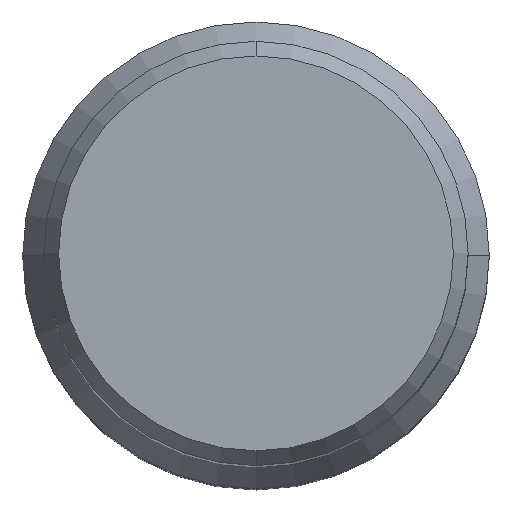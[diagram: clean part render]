
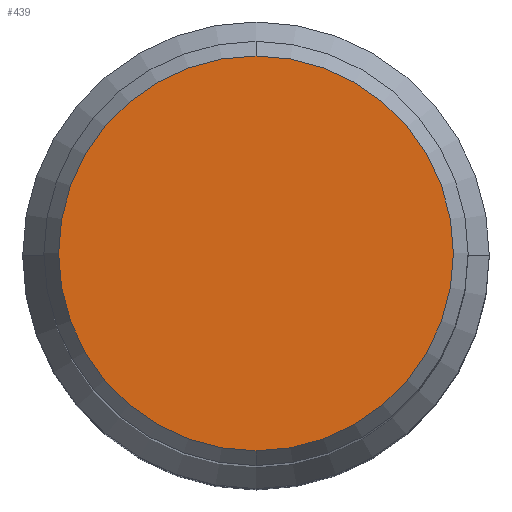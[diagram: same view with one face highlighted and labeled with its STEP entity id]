
A CAD part, top view. The second image highlights one B-rep face of the part: STEP entity #439.
In plain terms, the highlighted planar face has unit normal (0, 0, 1).
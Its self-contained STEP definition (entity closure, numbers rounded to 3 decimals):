
#297=VERTEX_POINT('',#664);
#439=ADVANCED_FACE('',(#821),#822,.T.);
#501=EDGE_CURVE('',#535,#297,#892,.T.);
#507=EDGE_CURVE('',#297,#535,#898,.T.);
#535=VERTEX_POINT('',#933);
#664=CARTESIAN_POINT('',(0.0,9.307,0.0));
#821=FACE_OUTER_BOUND('',#1533,.T.);
#822=PLANE('',#1534);
#892=CIRCLE('',#1719,9.307);
#898=CIRCLE('',#1727,9.307);
#933=CARTESIAN_POINT('',(0.,-9.307,0.0));
#1533=EDGE_LOOP('',(#2086,#2087));
#1534=AXIS2_PLACEMENT_3D('',#2088,#2089,#2090);
#1719=AXIS2_PLACEMENT_3D('',#2182,#2183,#2184);
#1727=AXIS2_PLACEMENT_3D('',#2188,#2189,#2190);
#2086=ORIENTED_EDGE('',*,*,#507,.F.);
#2087=ORIENTED_EDGE('',*,*,#501,.F.);
#2088=CARTESIAN_POINT('',(0.0,4.654,0.0));
#2089=DIRECTION('',(-0.0,0.0,1.0));
#2090=DIRECTION('',(0.0,-1.0,0.0));
#2182=CARTESIAN_POINT('',(0.0,0.0,0.0));
#2183=DIRECTION('',(0.0,0.0,-1.0));
#2184=DIRECTION('',(0.0,1.0,0.0));
#2188=CARTESIAN_POINT('',(0.0,0.0,0.0));
#2189=DIRECTION('',(0.0,0.0,-1.0));
#2190=DIRECTION('',(0.0,1.0,0.0));
